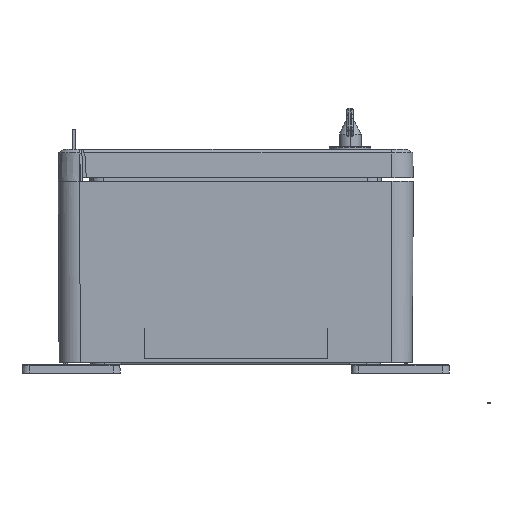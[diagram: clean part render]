
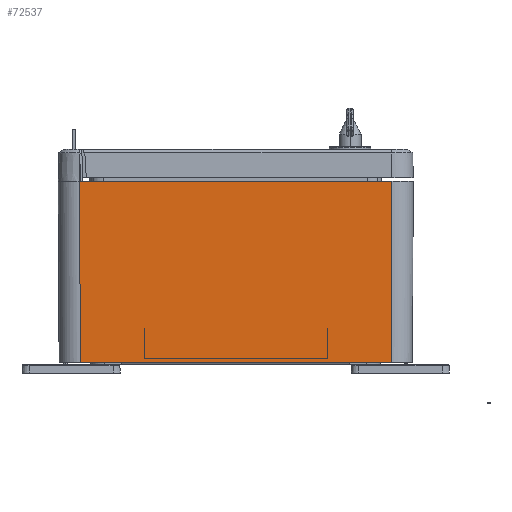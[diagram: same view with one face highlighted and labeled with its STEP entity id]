
A CAD part, front view. The second image highlights one B-rep face of the part: STEP entity #72537.
In plain terms, the highlighted face is planar.
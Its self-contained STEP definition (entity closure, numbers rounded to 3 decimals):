
#86 = VERTEX_POINT ( 'NONE', #58264 ) ;
#2844 = CARTESIAN_POINT ( 'NONE',  ( 399.331, 234.331, 20. ) ) ;
#4981 = VECTOR ( 'NONE', #39518, 1000. ) ;
#7075 = ORIENTED_EDGE ( 'NONE', *, *, #24556, .F. ) ;
#9848 = CARTESIAN_POINT ( 'NONE',  ( 399.776, 234.776, 104.994 ) ) ;
#15719 = CARTESIAN_POINT ( 'NONE',  ( 399.998, 100.007, 147.492 ) ) ;
#17378 = VERTEX_POINT ( 'NONE', #23906 ) ;
#23255 = EDGE_CURVE ( 'NONE', #37606, #17378, #36375, .T. ) ;
#23906 = CARTESIAN_POINT ( 'NONE',  ( 399.998, 15.612, 147.492 ) ) ;
#24117 = ORIENTED_EDGE ( 'NONE', *, *, #68653, .F. ) ;
#24556 = EDGE_CURVE ( 'NONE', #37491, #86, #60213, .T. ) ;
#24904 = CARTESIAN_POINT ( 'NONE',  ( 399.998, 25.612, 147.492 ) ) ;
#27217 = CARTESIAN_POINT ( 'NONE',  ( 399.998, 234.999, 147.492 ) ) ;
#30303 = PLANE ( 'NONE',  #51807 ) ;
#31376 = FACE_OUTER_BOUND ( 'NONE', #68859, .T. ) ;
#36375 = LINE ( 'NONE', #24904, #53806 ) ;
#37491 = VERTEX_POINT ( 'NONE', #27217 ) ;
#37606 = VERTEX_POINT ( 'NONE', #46846 ) ;
#38435 = VECTOR ( 'NONE', #66174, 1000. ) ;
#38502 = ORIENTED_EDGE ( 'NONE', *, *, #23255, .F. ) ;
#39518 = DIRECTION ( 'NONE',  ( 0., -1., 0. ) ) ;
#40653 = CARTESIAN_POINT ( 'NONE',  ( 399.331, 15.68, 20. ) ) ;
#41415 = DIRECTION ( 'NONE',  ( -1., 0., 0.005 ) ) ;
#41785 = DIRECTION ( 'NONE',  ( 0.005, 0., 1. ) ) ;
#42301 = DIRECTION ( 'NONE',  ( 0., 1., 0. ) ) ;
#42815 = LINE ( 'NONE', #15719, #57290 ) ;
#44092 = ORIENTED_EDGE ( 'NONE', *, *, #46532, .F. ) ;
#44352 = CARTESIAN_POINT ( 'NONE',  ( 399.331, 100.007, 20. ) ) ;
#46532 = EDGE_CURVE ( 'NONE', #86, #66306, #67690, .T. ) ;
#46846 = CARTESIAN_POINT ( 'NONE',  ( 399.998, 15.013, 147.492 ) ) ;
#51807 = AXIS2_PLACEMENT_3D ( 'NONE', #65119, #41415, #41785 ) ;
#53806 = VECTOR ( 'NONE', #42301, 1000. ) ;
#53982 = CARTESIAN_POINT ( 'NONE',  ( 399.331, 15.68, 20. ) ) ;
#54334 = CARTESIAN_POINT ( 'NONE',  ( 399.998, 234.999, 147.492 ) ) ;
#55064 = CARTESIAN_POINT ( 'NONE',  ( 399.553, 234.554, 62.497 ) ) ;
#57290 = VECTOR ( 'NONE', #59851, 1000. ) ;
#58264 = CARTESIAN_POINT ( 'NONE',  ( 399.331, 234.331, 20. ) ) ;
#59851 = DIRECTION ( 'NONE',  ( 0., 1., 0. ) ) ;
#60213 = B_SPLINE_CURVE_WITH_KNOTS ( 'NONE', 3,
 ( #54334, #9848, #55064, #2844 ),
 .UNSPECIFIED., .F., .F.,
 ( 4, 4 ),
 ( 0., 1. ),
 .UNSPECIFIED. ) ;
#63685 = ORIENTED_EDGE ( 'NONE', *, *, #64655, .F. ) ;
#64655 = EDGE_CURVE ( 'NONE', #17378, #37491, #42815, .T. ) ;
#65119 = CARTESIAN_POINT ( 'NONE',  ( 399.998, 100.007, 147.492 ) ) ;
#66174 = DIRECTION ( 'NONE',  ( 0.005, -0.005, 1. ) ) ;
#66306 = VERTEX_POINT ( 'NONE', #40653 ) ;
#67690 = LINE ( 'NONE', #44352, #4981 ) ;
#68653 = EDGE_CURVE ( 'NONE', #66306, #37606, #70635, .T. ) ;
#68859 = EDGE_LOOP ( 'NONE', ( #44092, #7075, #63685, #38502, #24117 ) ) ;
#70635 = LINE ( 'NONE', #53982, #38435 ) ;
#72537 = ADVANCED_FACE ( 'NONE', ( #31376 ), #30303, .F. ) ;
